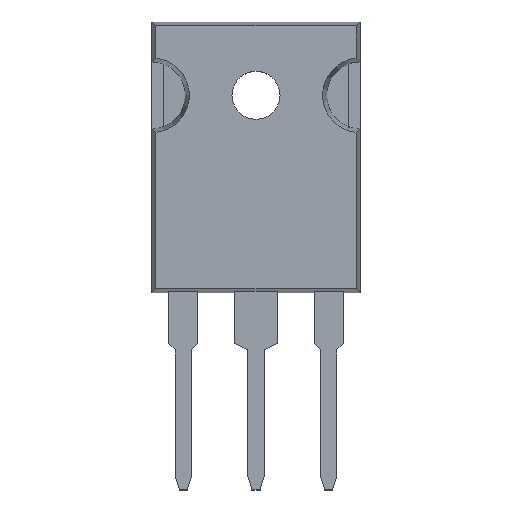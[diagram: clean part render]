
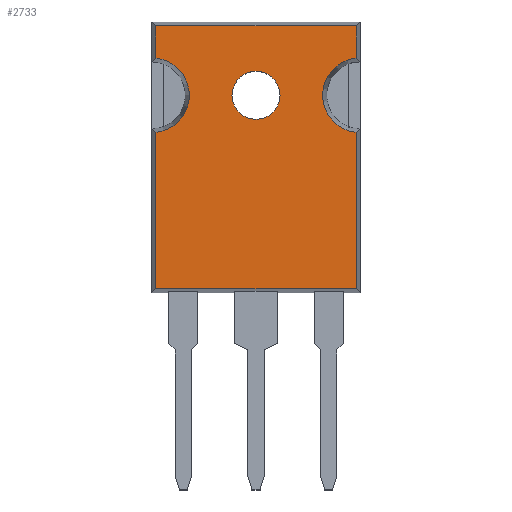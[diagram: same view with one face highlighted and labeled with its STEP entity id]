
A CAD part, top view. The second image highlights one B-rep face of the part: STEP entity #2733.
In plain terms, the highlighted planar face has unit normal (0, 0, 1).
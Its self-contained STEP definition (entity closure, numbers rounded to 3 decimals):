
#16 = AXIS2_PLACEMENT_3D ( 'NONE', #1627, #2662, #2424 ) ;
#70 = CIRCLE ( 'NONE', #2283, 2.8 ) ;
#107 = DIRECTION ( 'NONE',  ( 1., 0., 0. ) ) ;
#135 = DIRECTION ( 'NONE',  ( 0., 0., 1. ) ) ;
#143 = VERTEX_POINT ( 'NONE', #2318 ) ;
#151 = CARTESIAN_POINT ( 'NONE',  ( 7.5, 32.384, 2.3 ) ) ;
#182 = LINE ( 'NONE', #2176, #225 ) ;
#192 = CARTESIAN_POINT ( 'NONE',  ( -7.5, 14.8, 2.3 ) ) ;
#225 = VECTOR ( 'NONE', #2379, 1000. ) ;
#278 = VECTOR ( 'NONE', #2103, 1000. ) ;
#292 = VECTOR ( 'NONE', #107, 1000. ) ;
#317 = CARTESIAN_POINT ( 'NONE',  ( -1.8, 29.6, 2.3 ) ) ;
#318 = AXIS2_PLACEMENT_3D ( 'NONE', #457, #1553, #1734 ) ;
#341 = EDGE_CURVE ( 'NONE', #826, #143, #2728, .T. ) ;
#359 = DIRECTION ( 'NONE',  ( 0., 1., 0. ) ) ;
#452 = ORIENTED_EDGE ( 'NONE', *, *, #2255, .T. ) ;
#457 = CARTESIAN_POINT ( 'NONE',  ( -7.8, 29.6, 2.3 ) ) ;
#461 = EDGE_LOOP ( 'NONE', ( #507, #2769 ) ) ;
#470 = FACE_BOUND ( 'NONE', #461, .T. ) ;
#473 = VERTEX_POINT ( 'NONE', #670 ) ;
#507 = ORIENTED_EDGE ( 'NONE', *, *, #1855, .F. ) ;
#521 = AXIS2_PLACEMENT_3D ( 'NONE', #1710, #896, #1282 ) ;
#670 = CARTESIAN_POINT ( 'NONE',  ( -5., 29.6, 2.3 ) ) ;
#758 = EDGE_CURVE ( 'NONE', #1825, #780, #70, .T. ) ;
#780 = VERTEX_POINT ( 'NONE', #151 ) ;
#806 = VERTEX_POINT ( 'NONE', #955 ) ;
#810 = VECTOR ( 'NONE', #1474, 1000. ) ;
#826 = VERTEX_POINT ( 'NONE', #317 ) ;
#896 = DIRECTION ( 'NONE',  ( 0., 0., -1. ) ) ;
#903 = ORIENTED_EDGE ( 'NONE', *, *, #2151, .T. ) ;
#915 = EDGE_CURVE ( 'NONE', #2719, #1485, #1069, .T. ) ;
#927 = ORIENTED_EDGE ( 'NONE', *, *, #758, .T. ) ;
#955 = CARTESIAN_POINT ( 'NONE',  ( 7.5, 15.1, 2.3 ) ) ;
#966 = CARTESIAN_POINT ( 'NONE',  ( 7.8, 15.1, 2.3 ) ) ;
#989 = DIRECTION ( 'NONE',  ( 0., -1., 0. ) ) ;
#1067 = EDGE_CURVE ( 'NONE', #780, #2682, #182, .T. ) ;
#1069 = LINE ( 'NONE', #2092, #1112 ) ;
#1080 = CARTESIAN_POINT ( 'NONE',  ( -7.8, 34.8, 2.3 ) ) ;
#1091 = CARTESIAN_POINT ( 'NONE',  ( 7.8, 29.6, 2.3 ) ) ;
#1112 = VECTOR ( 'NONE', #989, 1000. ) ;
#1214 = CIRCLE ( 'NONE', #521, 2.8 ) ;
#1282 = DIRECTION ( 'NONE',  ( 1., 0., 0. ) ) ;
#1288 = CARTESIAN_POINT ( 'NONE',  ( -7.5, 32.384, 2.3 ) ) ;
#1309 = CIRCLE ( 'NONE', #2545, 1.8 ) ;
#1354 = PLANE ( 'NONE',  #16 ) ;
#1421 = ORIENTED_EDGE ( 'NONE', *, *, #1761, .T. ) ;
#1432 = EDGE_CURVE ( 'NONE', #1640, #473, #1214, .T. ) ;
#1434 = CARTESIAN_POINT ( 'NONE',  ( 7.5, 35.1, 2.3 ) ) ;
#1465 = ORIENTED_EDGE ( 'NONE', *, *, #1897, .T. ) ;
#1474 = DIRECTION ( 'NONE',  ( 0., -1., 0. ) ) ;
#1485 = VERTEX_POINT ( 'NONE', #1754 ) ;
#1488 = ORIENTED_EDGE ( 'NONE', *, *, #1067, .T. ) ;
#1524 = AXIS2_PLACEMENT_3D ( 'NONE', #1561, #1835, #1545 ) ;
#1545 = DIRECTION ( 'NONE',  ( 1., 0., 0. ) ) ;
#1553 = DIRECTION ( 'NONE',  ( 0., 0., -1. ) ) ;
#1561 = CARTESIAN_POINT ( 'NONE',  ( 0., 29.6, 2.3 ) ) ;
#1627 = CARTESIAN_POINT ( 'NONE',  ( 0., 0., 2.3 ) ) ;
#1636 = DIRECTION ( 'NONE',  ( 1., 0., 0. ) ) ;
#1639 = CARTESIAN_POINT ( 'NONE',  ( 7.5, 34.8, 2.3 ) ) ;
#1640 = VERTEX_POINT ( 'NONE', #1288 ) ;
#1654 = DIRECTION ( 'NONE',  ( 0., 0., -1. ) ) ;
#1710 = CARTESIAN_POINT ( 'NONE',  ( -7.8, 29.6, 2.3 ) ) ;
#1734 = DIRECTION ( 'NONE',  ( 1., 0., 0. ) ) ;
#1737 = LINE ( 'NONE', #1434, #2652 ) ;
#1754 = CARTESIAN_POINT ( 'NONE',  ( -7.5, 15.1, 2.3 ) ) ;
#1761 = EDGE_CURVE ( 'NONE', #2373, #1640, #2621, .T. ) ;
#1802 = EDGE_CURVE ( 'NONE', #806, #1825, #1737, .T. ) ;
#1825 = VERTEX_POINT ( 'NONE', #2238 ) ;
#1835 = DIRECTION ( 'NONE',  ( 0., 0., 1. ) ) ;
#1855 = EDGE_CURVE ( 'NONE', #143, #826, #1309, .T. ) ;
#1897 = EDGE_CURVE ( 'NONE', #473, #2719, #2363, .T. ) ;
#1957 = EDGE_LOOP ( 'NONE', ( #1421, #2436, #1465, #2748, #452, #2704, #927, #1488, #903 ) ) ;
#2092 = CARTESIAN_POINT ( 'NONE',  ( -7.5, 14.8, 2.3 ) ) ;
#2103 = DIRECTION ( 'NONE',  ( -1., 0., 0. ) ) ;
#2151 = EDGE_CURVE ( 'NONE', #2682, #2373, #2191, .T. ) ;
#2153 = LINE ( 'NONE', #966, #292 ) ;
#2176 = CARTESIAN_POINT ( 'NONE',  ( 7.5, 35.1, 2.3 ) ) ;
#2191 = LINE ( 'NONE', #1080, #278 ) ;
#2232 = CARTESIAN_POINT ( 'NONE',  ( -7.5, 34.8, 2.3 ) ) ;
#2238 = CARTESIAN_POINT ( 'NONE',  ( 7.5, 26.816, 2.3 ) ) ;
#2255 = EDGE_CURVE ( 'NONE', #1485, #806, #2153, .T. ) ;
#2265 = DIRECTION ( 'NONE',  ( 1., 0., 0. ) ) ;
#2283 = AXIS2_PLACEMENT_3D ( 'NONE', #1091, #1654, #1636 ) ;
#2318 = CARTESIAN_POINT ( 'NONE',  ( 1.8, 29.6, 2.3 ) ) ;
#2363 = CIRCLE ( 'NONE', #318, 2.8 ) ;
#2373 = VERTEX_POINT ( 'NONE', #2232 ) ;
#2379 = DIRECTION ( 'NONE',  ( 0., 1., 0. ) ) ;
#2389 = FACE_OUTER_BOUND ( 'NONE', #1957, .T. ) ;
#2424 = DIRECTION ( 'NONE',  ( 1., 0., 0. ) ) ;
#2436 = ORIENTED_EDGE ( 'NONE', *, *, #1432, .T. ) ;
#2545 = AXIS2_PLACEMENT_3D ( 'NONE', #2673, #135, #2265 ) ;
#2621 = LINE ( 'NONE', #192, #810 ) ;
#2652 = VECTOR ( 'NONE', #359, 1000. ) ;
#2662 = DIRECTION ( 'NONE',  ( 0., 0., 1. ) ) ;
#2673 = CARTESIAN_POINT ( 'NONE',  ( 0., 29.6, 2.3 ) ) ;
#2682 = VERTEX_POINT ( 'NONE', #1639 ) ;
#2697 = CARTESIAN_POINT ( 'NONE',  ( -7.5, 26.816, 2.3 ) ) ;
#2704 = ORIENTED_EDGE ( 'NONE', *, *, #1802, .T. ) ;
#2719 = VERTEX_POINT ( 'NONE', #2697 ) ;
#2728 = CIRCLE ( 'NONE', #1524, 1.8 ) ;
#2733 = ADVANCED_FACE ( 'NONE', ( #470, #2389 ), #1354, .T. ) ;
#2748 = ORIENTED_EDGE ( 'NONE', *, *, #915, .T. ) ;
#2769 = ORIENTED_EDGE ( 'NONE', *, *, #341, .F. ) ;
